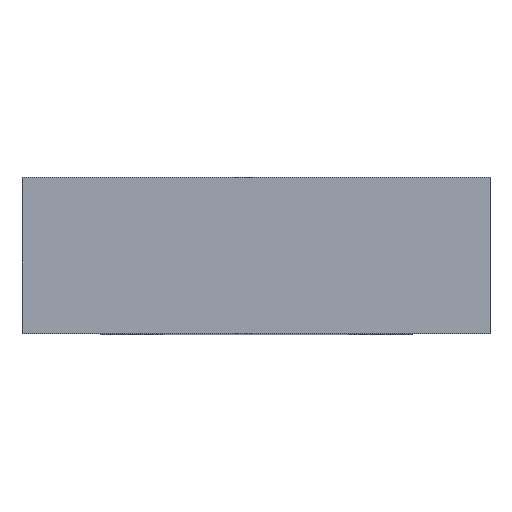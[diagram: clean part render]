
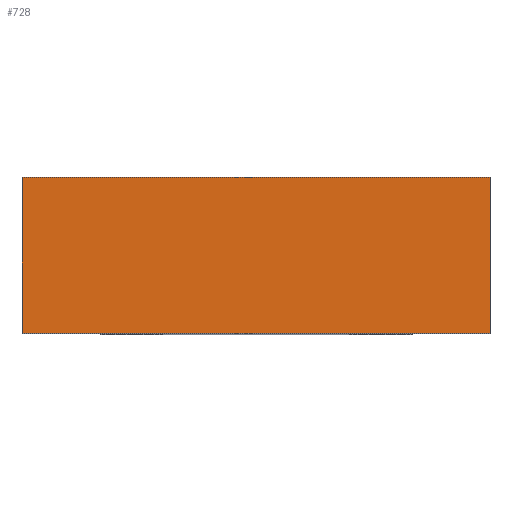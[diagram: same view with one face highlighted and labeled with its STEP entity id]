
A CAD part, top view. The second image highlights one B-rep face of the part: STEP entity #728.
In plain terms, the highlighted planar face has unit normal (0, 0, 1).
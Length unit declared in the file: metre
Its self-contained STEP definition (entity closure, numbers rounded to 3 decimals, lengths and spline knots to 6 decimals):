
#3 = VERTEX_POINT ( 'NONE', #423 ) ;
#6 = EDGE_CURVE ( 'NONE', #223, #3, #249, .T. ) ;
#90 = CARTESIAN_POINT ( 'NONE',  ( 0.3, 0.1, 0. ) ) ;
#113 = VERTEX_POINT ( 'NONE', #127 ) ;
#116 = AXIS2_PLACEMENT_3D ( 'NONE', #339, #296, #227 ) ;
#127 = CARTESIAN_POINT ( 'NONE',  ( -0.3, -0.1, 0. ) ) ;
#133 = ORIENTED_EDGE ( 'NONE', *, *, #231, .T. ) ;
#141 = VECTOR ( 'NONE', #278, 1. ) ;
#142 = EDGE_LOOP ( 'NONE', ( #252, #585, #526, #133 ) ) ;
#143 = VECTOR ( 'NONE', #187, 1. ) ;
#187 = DIRECTION ( 'NONE',  ( 1., 0., 0. ) ) ;
#200 = CARTESIAN_POINT ( 'NONE',  ( -0.3, 0.1, 0. ) ) ;
#223 = VERTEX_POINT ( 'NONE', #750 ) ;
#227 = DIRECTION ( 'NONE',  ( -1., 0., 0. ) ) ;
#231 = EDGE_CURVE ( 'NONE', #223, #113, #447, .T. ) ;
#243 = CARTESIAN_POINT ( 'NONE',  ( -0.3, -0.1, 0. ) ) ;
#249 = LINE ( 'NONE', #200, #408 ) ;
#252 = ORIENTED_EDGE ( 'NONE', *, *, #564, .T. ) ;
#265 = VERTEX_POINT ( 'NONE', #328 ) ;
#278 = DIRECTION ( 'NONE',  ( 0., -1., 0. ) ) ;
#296 = DIRECTION ( 'NONE',  ( 0., 0., -1. ) ) ;
#308 = DIRECTION ( 'NONE',  ( 1., 0., 0. ) ) ;
#328 = CARTESIAN_POINT ( 'NONE',  ( 0.3, -0.1, 0. ) ) ;
#339 = CARTESIAN_POINT ( 'NONE',  ( -0.3, 0.1, 0. ) ) ;
#366 = VECTOR ( 'NONE', #453, 1. ) ;
#408 = VECTOR ( 'NONE', #308, 1. ) ;
#423 = CARTESIAN_POINT ( 'NONE',  ( 0.3, 0.1, 0. ) ) ;
#445 = LINE ( 'NONE', #90, #366 ) ;
#447 = LINE ( 'NONE', #507, #141 ) ;
#453 = DIRECTION ( 'NONE',  ( 0., -1., 0. ) ) ;
#507 = CARTESIAN_POINT ( 'NONE',  ( -0.3, 0.1, 0. ) ) ;
#526 = ORIENTED_EDGE ( 'NONE', *, *, #6, .F. ) ;
#564 = EDGE_CURVE ( 'NONE', #113, #265, #779, .T. ) ;
#585 = ORIENTED_EDGE ( 'NONE', *, *, #590, .F. ) ;
#590 = EDGE_CURVE ( 'NONE', #3, #265, #445, .T. ) ;
#636 = FACE_OUTER_BOUND ( 'NONE', #142, .T. ) ;
#728 = ADVANCED_FACE ( 'NONE', ( #636 ), #755, .F. ) ;
#750 = CARTESIAN_POINT ( 'NONE',  ( -0.3, 0.1, 0. ) ) ;
#755 = PLANE ( 'NONE',  #116 ) ;
#779 = LINE ( 'NONE', #243, #143 ) ;
